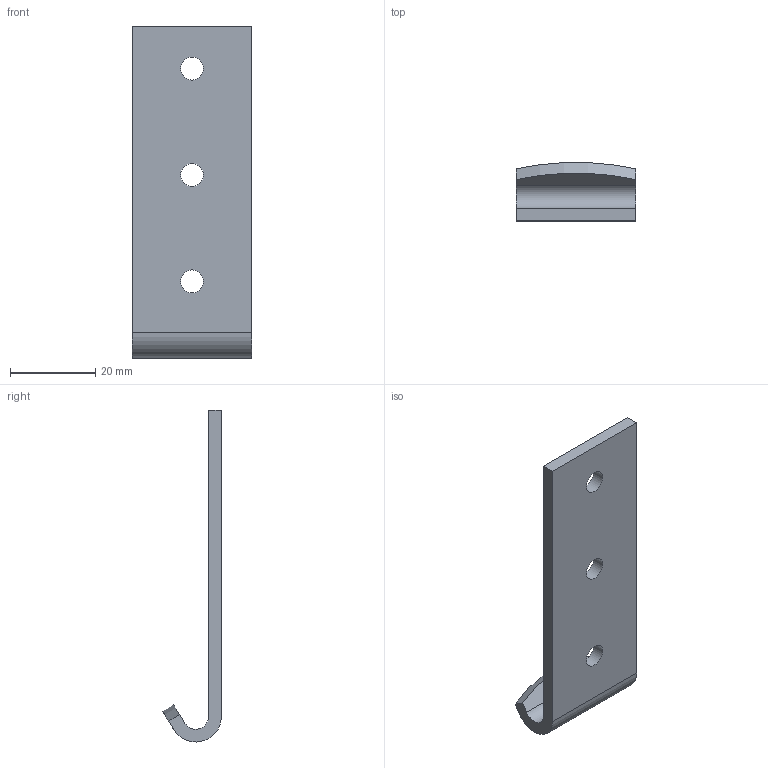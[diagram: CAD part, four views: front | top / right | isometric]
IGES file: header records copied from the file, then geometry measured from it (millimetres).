
Start section: Data from Parasolid IGES Translator 20.0.26, Copyright(c) 2006 Siemens P LM Software. All Rights Reserved.
Global section: file name: K0051.9254782.igs; native system: By Siemens PLM Incorporated; preprocessor: XPlus GENERIC/IGES 20.0.26; author: Noname; organization: Noname; date: 20190529.171219; units: millimetre
Bounding box: 28 x 13.79 x 78 mm (x, y, z)
Surface area: 5625 mm2 (no closed solid volume)
Topology: 0 solids, 0 shells, 13 faces, 66 edges, 60 vertices
Faces by surface type: extrusion 7, revolution 6
